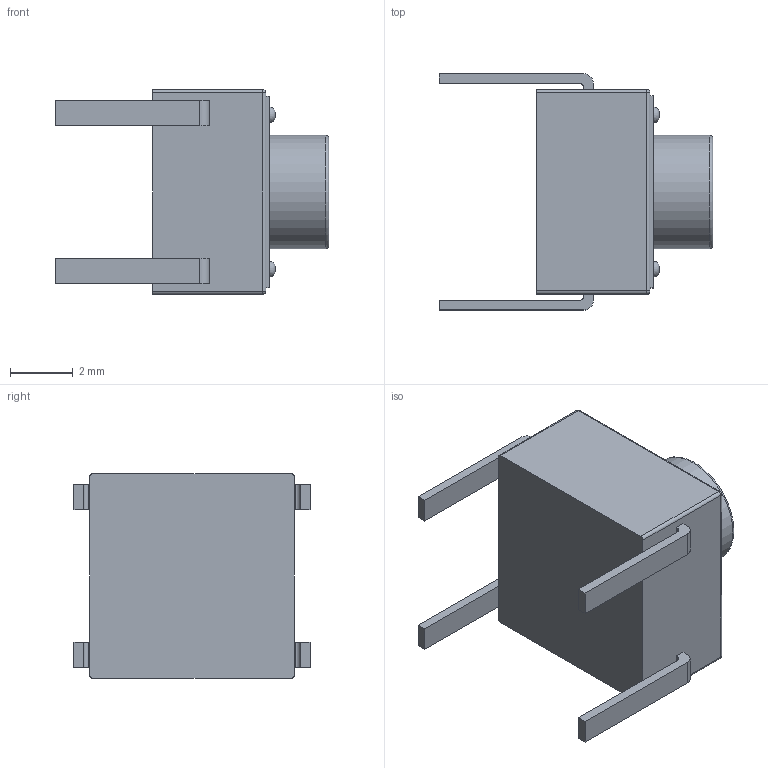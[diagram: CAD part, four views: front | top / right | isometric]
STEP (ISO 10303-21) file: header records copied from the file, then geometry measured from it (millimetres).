
FILE_DESCRIPTION(('STEP AP214'), '1');
FILE_NAME('Êíîïêà ÏÊÍ-159', '2019-01-18T11:20:22', ('user'), (''), 'ASCON STEP Converter 1.3', 'ASCON Math Kernel', '');
FILE_SCHEMA(('AUTOMOTIVE_DESIGN { 1 0 10303 214 3 1 1}'));
Length unit declared in the file: millimetre
Bounding box: 8.7 x 7.5 x 6.5 mm (x, y, z)
Volume: 180 mm3; surface area: 244.6 mm2
Topology: 1 solids, 1 shells, 72 faces, 171 edges, 107 vertices
Faces by surface type: plane 46, cylinder 17, torus 5, sphere 4
Full cylindrical faces by diameter (mm): 3.6 x1
Entity records: 2620 total; most frequent: DIRECTION 350, CARTESIAN_POINT 341, ORIENTED_EDGE 322, EDGE_CURVE 161, LINE 118, VECTOR 118, AXIS2_PLACEMENT_3D 116, VERTEX_POINT 107
